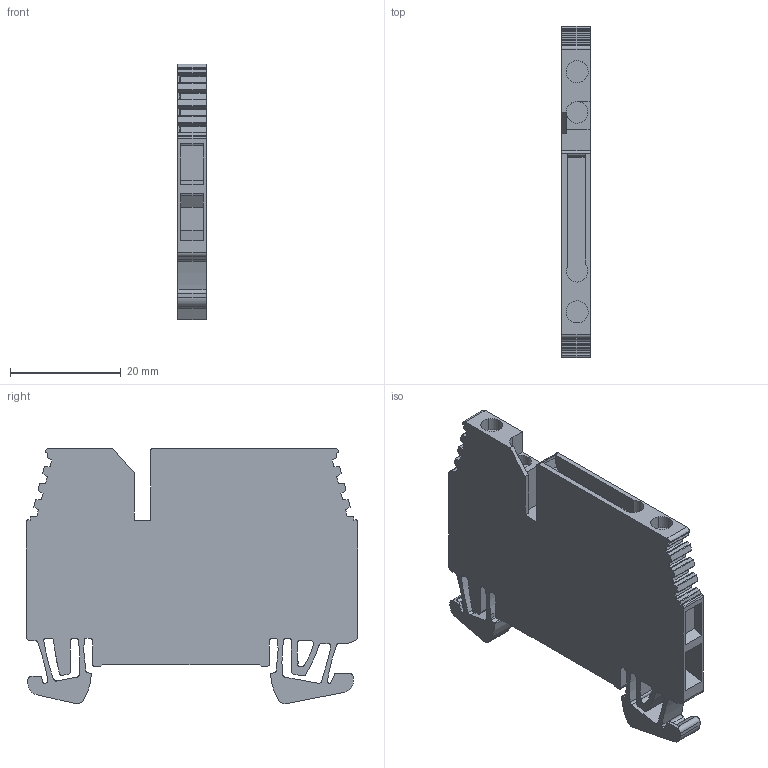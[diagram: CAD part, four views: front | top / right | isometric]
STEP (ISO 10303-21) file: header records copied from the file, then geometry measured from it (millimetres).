
FILE_DESCRIPTION(('CATIA V5R22 STEP214','CAx-IF Rec.Pracs.--- Model Styling and Organization---1.4--- 2014-01-23'),'2;1');
FILE_NAME ('D1455830_0', '2020-05-28T06:05:34+00:00', ('Weidmueller Interface'), ('Weidmueller'), 'CATIA Version 5-6 Release 2016 SP3 HF44', 'CATIA V5 STEP AP214', 'none');
FILE_SCHEMA(('AUTOMOTIVE_DESIGN { 1 0 10303 214 1 1 1 1 }'));
Length unit declared in the file: millimetre
Products named in the file (1): WTR 2.5_ZZ_O.TNHE
Bounding box: 5.1 x 60 x 46.25 mm (x, y, z)
Volume: 10089.6 mm3; surface area: 7570.4 mm2
Topology: 1 solids, 4 shells, 356 faces, 996 edges, 659 vertices
Faces by surface type: plane 238, cylinder 118
Entity records: 11047 total; most frequent: CARTESIAN_POINT 2060, ORIENTED_EDGE 1992, DIRECTION 1600, EDGE_CURVE 996, VECTOR 749, LINE 749, VERTEX_POINT 659, AXIS2_PLACEMENT_3D 545
